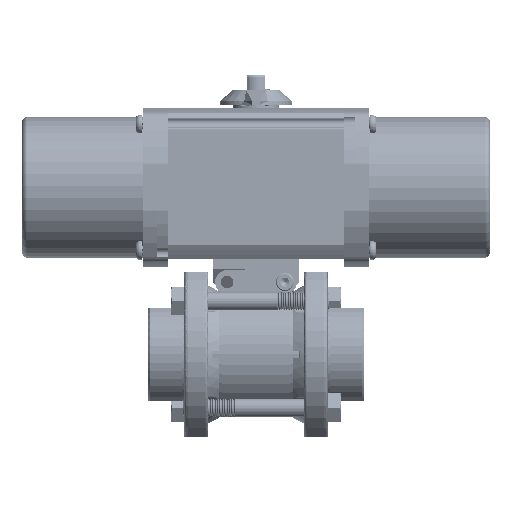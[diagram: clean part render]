
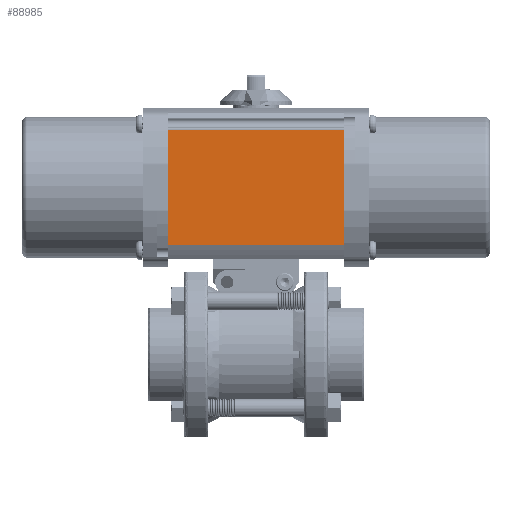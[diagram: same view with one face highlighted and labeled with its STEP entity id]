
A CAD part, top view. The second image highlights one B-rep face of the part: STEP entity #88985.
In plain terms, the highlighted planar face has unit normal (0, 0, 1).
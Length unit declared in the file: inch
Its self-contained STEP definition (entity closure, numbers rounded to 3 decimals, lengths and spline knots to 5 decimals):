
#3250 = VECTOR ( 'NONE', #160748, 39.37008 ) ;
#4631 = CARTESIAN_POINT ( 'NONE',  ( -1.51095, 3.80036, 3.281 ) ) ;
#16713 = FACE_OUTER_BOUND ( 'NONE', #44555, .T. ) ;
#21346 = CARTESIAN_POINT ( 'NONE',  ( 1.54405, 3.79309, 3.281 ) ) ;
#30241 = DIRECTION ( 'NONE',  ( -1., 0., 0. ) ) ;
#36236 = DIRECTION ( 'NONE',  ( 1., 0., 0. ) ) ;
#39741 = ORIENTED_EDGE ( 'NONE', *, *, #126508, .T. ) ;
#44555 = EDGE_LOOP ( 'NONE', ( #173820, #39741, #154002, #185775 ) ) ;
#45561 = DIRECTION ( 'NONE',  ( 0., -1., 0. ) ) ;
#69757 = AXIS2_PLACEMENT_3D ( 'NONE', #122603, #138935, #45561 ) ;
#72042 = VERTEX_POINT ( 'NONE', #74331 ) ;
#72247 = DIRECTION ( 'NONE',  ( 0., -1., 0. ) ) ;
#74331 = CARTESIAN_POINT ( 'NONE',  ( -1.51095, 1.79883, 3.281 ) ) ;
#83290 = CARTESIAN_POINT ( 'NONE',  ( -5.02378, 1.79883, 3.281 ) ) ;
#88630 = LINE ( 'NONE', #83290, #125300 ) ;
#88985 = ADVANCED_FACE ( 'NONE', ( #16713 ), #123293, .F. ) ;
#97910 = CARTESIAN_POINT ( 'NONE',  ( -1.51095, 3.79309, 3.281 ) ) ;
#118672 = EDGE_CURVE ( 'NONE', #154519, #165075, #198581, .T. ) ;
#120796 = CARTESIAN_POINT ( 'NONE',  ( 1.54405, 1.79883, 3.281 ) ) ;
#121432 = LINE ( 'NONE', #123711, #199495 ) ;
#122603 = CARTESIAN_POINT ( 'NONE',  ( -5.02378, 3.80036, 3.281 ) ) ;
#123293 = PLANE ( 'NONE',  #69757 ) ;
#123711 = CARTESIAN_POINT ( 'NONE',  ( -5.02378, 3.79309, 3.281 ) ) ;
#125300 = VECTOR ( 'NONE', #36236, 39.37008 ) ;
#126508 = EDGE_CURVE ( 'NONE', #154519, #138650, #121432, .T. ) ;
#138650 = VERTEX_POINT ( 'NONE', #97910 ) ;
#138935 = DIRECTION ( 'NONE',  ( 0., 0., -1. ) ) ;
#154002 = ORIENTED_EDGE ( 'NONE', *, *, #169702, .F. ) ;
#154519 = VERTEX_POINT ( 'NONE', #21346 ) ;
#157114 = VECTOR ( 'NONE', #72247, 39.37008 ) ;
#160748 = DIRECTION ( 'NONE',  ( 0., 1., 0. ) ) ;
#165075 = VERTEX_POINT ( 'NONE', #120796 ) ;
#165684 = CARTESIAN_POINT ( 'NONE',  ( 1.54405, 3.80036, 3.281 ) ) ;
#169100 = LINE ( 'NONE', #4631, #3250 ) ;
#169702 = EDGE_CURVE ( 'NONE', #72042, #138650, #169100, .T. ) ;
#173820 = ORIENTED_EDGE ( 'NONE', *, *, #118672, .F. ) ;
#181457 = EDGE_CURVE ( 'NONE', #72042, #165075, #88630, .T. ) ;
#185775 = ORIENTED_EDGE ( 'NONE', *, *, #181457, .T. ) ;
#198581 = LINE ( 'NONE', #165684, #157114 ) ;
#199495 = VECTOR ( 'NONE', #30241, 39.37008 ) ;
